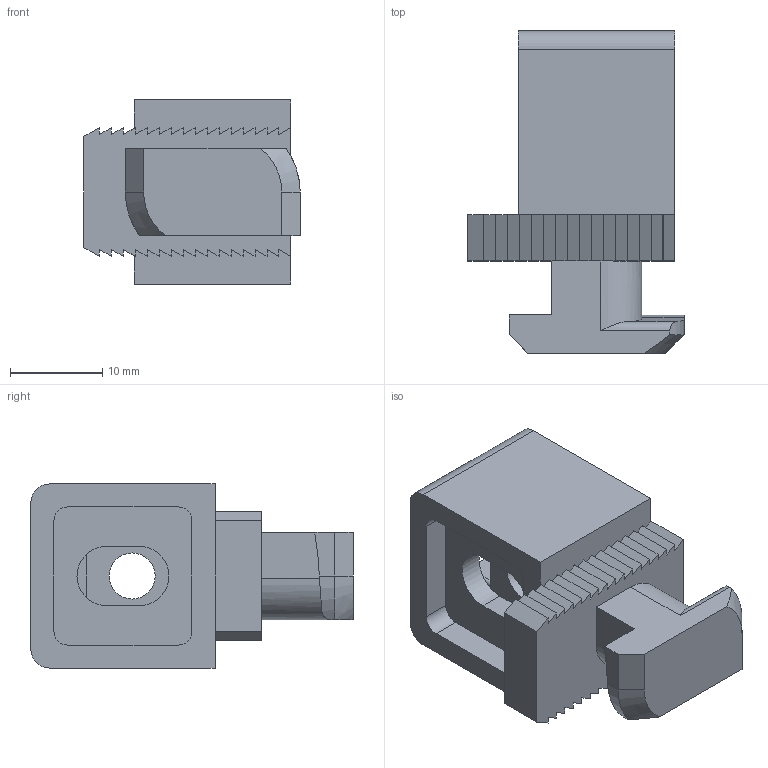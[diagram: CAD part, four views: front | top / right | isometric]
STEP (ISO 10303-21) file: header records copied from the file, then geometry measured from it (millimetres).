
FILE_DESCRIPTION (( 'STEP AP203' ), '1' );
FILE_NAME ('094522m6cs.STEP', '2015-09-24T06:46:08', ( '' ), ( '' ), 'SwSTEP 2.0', 'SolidWorks 2014', '' );
FILE_SCHEMA (( 'CONFIG_CONTROL_DESIGN' ));
Length unit declared in the file: millimetre
Products named in the file (4): 094522; 340me320_340me320; 093166_093 166 SW; 094522m6cs
Assembly tree (3 placements, depth 2):
  094522m6cs
    094522
    340me320_340me320
    093166_093 166 SW
Bounding box: 23.5 x 35 x 20 mm (x, y, z)
Volume: 6655.1 mm3; surface area: 5162.8 mm2
Topology: 3 solids, 3 shells, 228 faces, 645 edges, 425 vertices
Faces by surface type: plane 169, cylinder 41, torus 12, cone 6
Entity records: 7845 total; most frequent: CARTESIAN_POINT 1466, ORIENTED_EDGE 1286, DIRECTION 1191, EDGE_CURVE 643, LINE 515, VECTOR 515, VERTEX_POINT 425, AXIS2_PLACEMENT_3D 338
